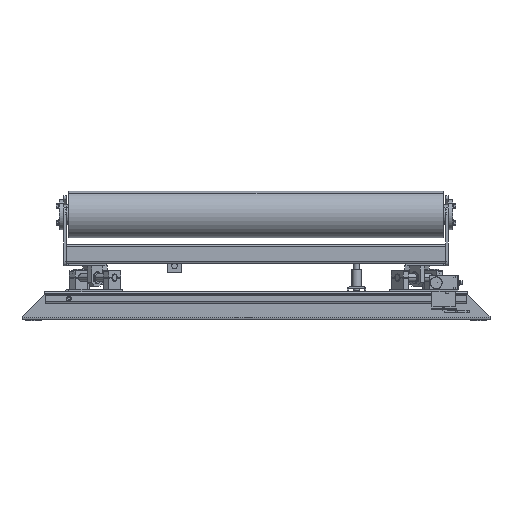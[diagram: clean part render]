
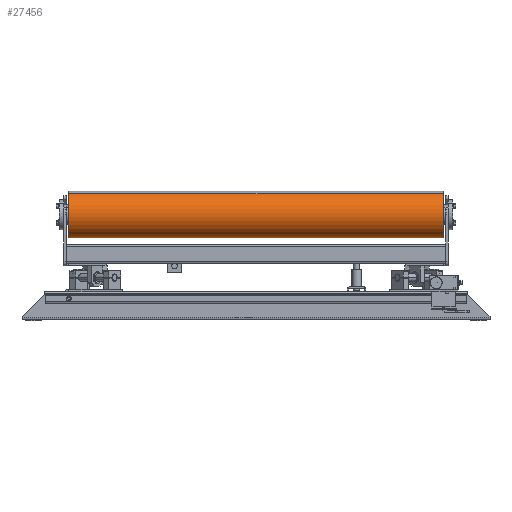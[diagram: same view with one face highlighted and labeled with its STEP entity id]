
A CAD part, front view. The second image highlights one B-rep face of the part: STEP entity #27456.
In plain terms, the highlighted cylindrical face has radius 50 mm (diameter 100 mm), a partial arc.
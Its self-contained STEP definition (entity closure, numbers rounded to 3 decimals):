
#27415=CARTESIAN_POINT('',(100.0,-12.,0.0));
#27416=DIRECTION('',(1.0,0.0,0.0));
#27417=DIRECTION('',(0.0,1.0,0.0));
#27418=AXIS2_PLACEMENT_3D('',#27415,#27416,#27417);
#27419=CYLINDRICAL_SURFACE('',#27418,50.);
#27420=CARTESIAN_POINT('',(500.0,38.,0.0));
#27421=VERTEX_POINT('',#27420);
#27422=CARTESIAN_POINT('',(-300.0,38.,0.0));
#27423=VERTEX_POINT('',#27422);
#27424=CARTESIAN_POINT('',(500.0,38.,0.0));
#27425=DIRECTION('',(-1.0,0.0,0.0));
#27426=VECTOR('',#27425,800.0);
#27427=LINE('',#27424,#27426);
#27428=EDGE_CURVE('',#27421,#27423,#27427,.T.);
#27429=ORIENTED_EDGE('',*,*,#27428,.F.);
#27430=CARTESIAN_POINT('',(500.0,-62.,0.));
#27431=VERTEX_POINT('',#27430);
#27432=CARTESIAN_POINT('',(500.,-12.,0.0));
#27433=DIRECTION('',(1.0,0.0,0.0));
#27434=DIRECTION('',(0.0,1.0,0.0));
#27435=AXIS2_PLACEMENT_3D('',#27432,#27433,#27434);
#27436=CIRCLE('',#27435,50.);
#27437=EDGE_CURVE('',#27431,#27421,#27436,.T.);
#27438=ORIENTED_EDGE('',*,*,#27437,.F.);
#27439=CARTESIAN_POINT('',(-300.0,-62.,0.));
#27440=VERTEX_POINT('',#27439);
#27441=CARTESIAN_POINT('',(500.0,-62.,0.));
#27442=DIRECTION('',(-1.0,0.0,0.0));
#27443=VECTOR('',#27442,800.0);
#27444=LINE('',#27441,#27443);
#27445=EDGE_CURVE('',#27431,#27440,#27444,.T.);
#27446=ORIENTED_EDGE('',*,*,#27445,.T.);
#27447=CARTESIAN_POINT('',(-300.0,-12.,0.0));
#27448=DIRECTION('',(1.0,0.0,0.0));
#27449=DIRECTION('',(0.0,1.0,0.0));
#27450=AXIS2_PLACEMENT_3D('',#27447,#27448,#27449);
#27451=CIRCLE('',#27450,50.);
#27452=EDGE_CURVE('',#27440,#27423,#27451,.T.);
#27453=ORIENTED_EDGE('',*,*,#27452,.T.);
#27454=EDGE_LOOP('',(#27429,#27438,#27446,#27453));
#27455=FACE_OUTER_BOUND('',#27454,.T.);
#27456=ADVANCED_FACE('',(#27455),#27419,.T.);
